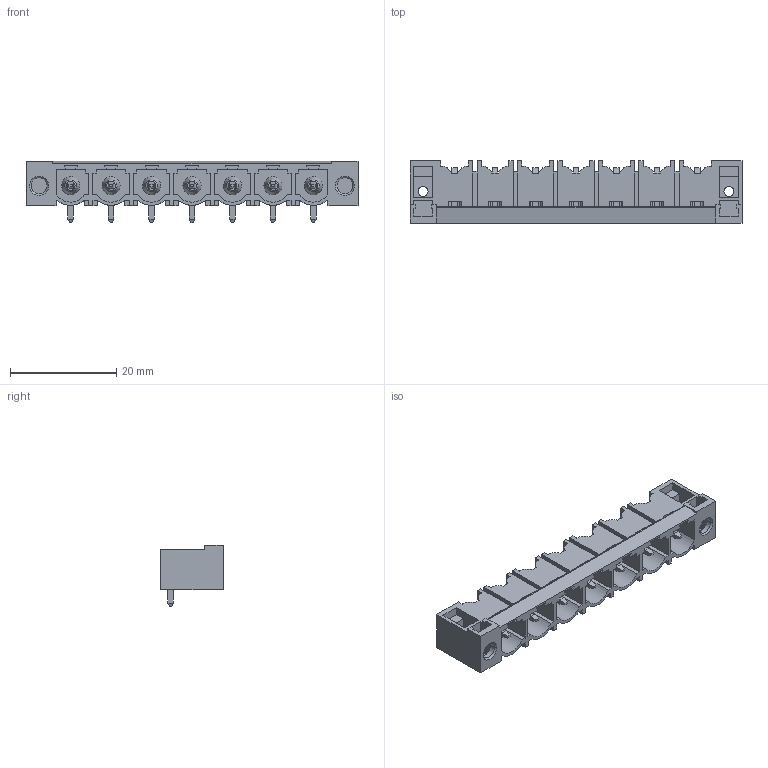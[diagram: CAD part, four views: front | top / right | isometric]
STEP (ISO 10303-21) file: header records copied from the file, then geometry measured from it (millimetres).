
FILE_DESCRIPTION(('CATIA V5 STEP Exchange','CAx-IF Rec.Pracs.--- Model Styling and Organization---1.2---2011-12-15'),'2;1');
FILE_NAME ('D1448655_0_1124270000_1124270000.stp','2018-11-14T13:54:06+00:00',('none'),('Weidmueller'),'CATIA Version 5-6 Release 2014','CATIA V5 STEP AP214','none');
FILE_SCHEMA(('AUTOMOTIVE_DESIGN { 1 0 10303 214 1 1 1 1 }'));
Length unit declared in the file: millimetre
Products named in the file (1): 1124270000
Bounding box: 62.52 x 11.75 x 11.6 mm (x, y, z)
Volume: 2441.8 mm3; surface area: 5639.2 mm2
Topology: 8 solids, 8 shells, 563 faces, 1567 edges, 1022 vertices
Faces by surface type: plane 459, cylinder 68, cone 22, torus 14
Entity records: 16151 total; most frequent: ORIENTED_EDGE 3134, CARTESIAN_POINT 2955, DIRECTION 2045, EDGE_CURVE 1553, VECTOR 1297, LINE 1297, VERTEX_POINT 994, EDGE_LOOP 605
